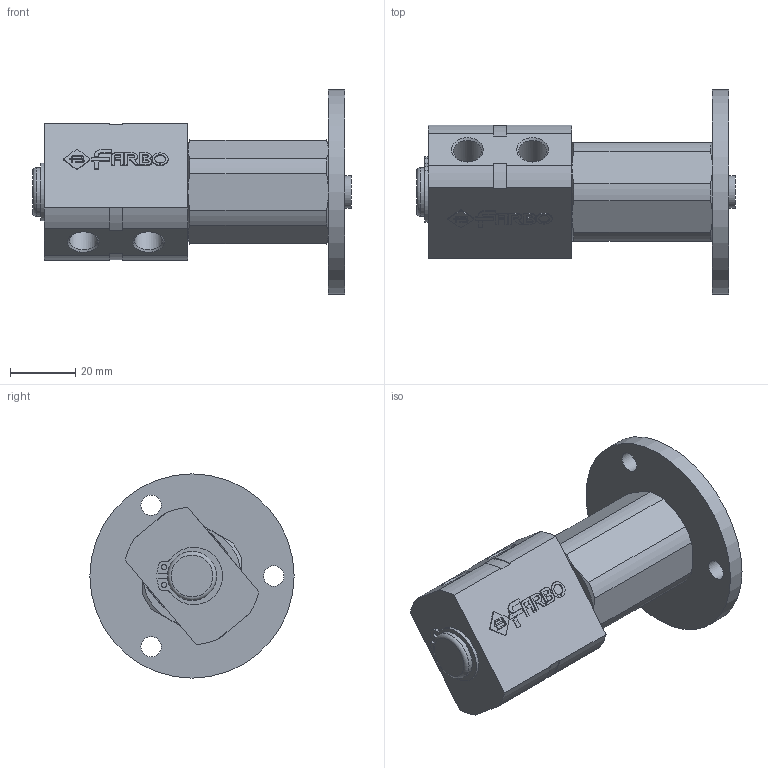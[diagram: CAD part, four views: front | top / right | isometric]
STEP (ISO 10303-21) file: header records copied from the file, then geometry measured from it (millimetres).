
FILE_DESCRIPTION(/* description */ ('STEP AP203'),/* implementation_level */ '2;1');
FILE_NAME(/* name */ '310D.V310',/* time_stamp */ '2023-04-04T13:30:30+02:00',/* author */ ('License CC BY-ND 4.0'),/* organization */ ('CADENAS'),/* preprocessor_version */ 'ST-DEVELOPER v19.3',/* originating_system */ 'PARTsolutions',/* authorisation */ ' ');
FILE_SCHEMA (('CONFIG_CONTROL_DESIGN'));
Length unit declared in the file: millimetre
Products named in the file (5): 310D.V310; Logo FARBO (0-0-7.333-); 310D.V_outlet; Circlip UNI 7435 15; 310D.V_inlet
Assembly tree (5 placements, depth 2):
  310D.V310
    Logo FARBO (0-0-7.333-)  x2
    310D.V_outlet
    Circlip UNI 7435 15
    310D.V_inlet
Bounding box: 97.5 x 62.5 x 62.5 mm (x, y, z)
Volume: 86154.4 mm3; surface area: 25087.2 mm2
Topology: 5 solids, 5 shells, 355 faces, 920 edges, 613 vertices
Faces by surface type: plane 224, cylinder 112, cone 18, torus 1
Full cylindrical faces by diameter (mm): 0.484 x24, 1.7 x2, 6.25 x3, 8.566 x6, 10 x1, 14.3 x1, 15 x2, 62.5 x1
Entity records: 6873 total; most frequent: CARTESIAN_POINT 1281, DIRECTION 1144, ORIENTED_EDGE 1066, EDGE_CURVE 533, AXIS2_PLACEMENT_3D 408, VERTEX_POINT 373, LINE 328, VECTOR 328
